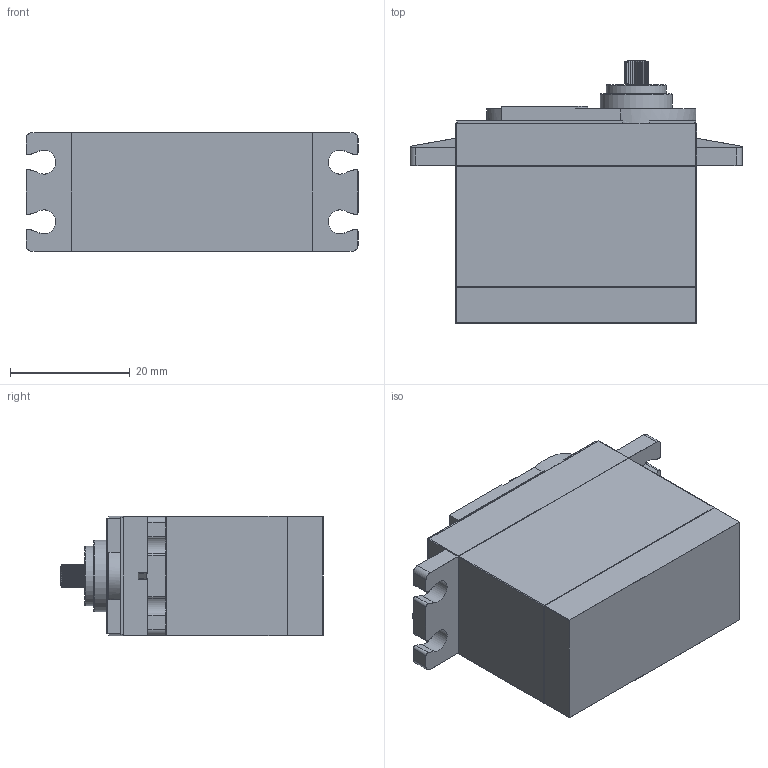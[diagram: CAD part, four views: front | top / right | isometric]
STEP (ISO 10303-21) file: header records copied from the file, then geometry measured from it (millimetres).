
FILE_DESCRIPTION(/* description */ (''),/* implementation_level */ '2;1');
FILE_NAME(/* name */ 'Mg995 v1.step',/* time_stamp */ '2024-05-28T16:39:06+02:00',/* author */ (''),/* organization */ (''),/* preprocessor_version */ 'ST-DEVELOPER v20',/* originating_system */ 'Autodesk Translation Framework v13.14.0.145',/* authorisation */ '');
FILE_SCHEMA (('AUTOMOTIVE_DESIGN { 1 0 10303 214 3 1 1 }'));
Length unit declared in the file: millimetre
Products named in the file (1): Mg995
Bounding box: 55.5 x 43.8 x 20 mm (x, y, z)
Volume: 29563 mm3; surface area: 6919.6 mm2
Topology: 2 solids, 2 shells, 1011 faces, 2540 edges, 1549 vertices
Faces by surface type: plane 490, cylinder 216, bspline 168, torus 84, sphere 51, cone 2
Full cylindrical faces by diameter (mm): 10 x1, 12 x1
Entity records: 33608 total; most frequent: CARTESIAN_POINT 9917, ORIENTED_EDGE 5016, DIRECTION 4541, EDGE_CURVE 2508, VERTEX_POINT 1548, LINE 1519, VECTOR 1519, AXIS2_PLACEMENT_3D 1511
